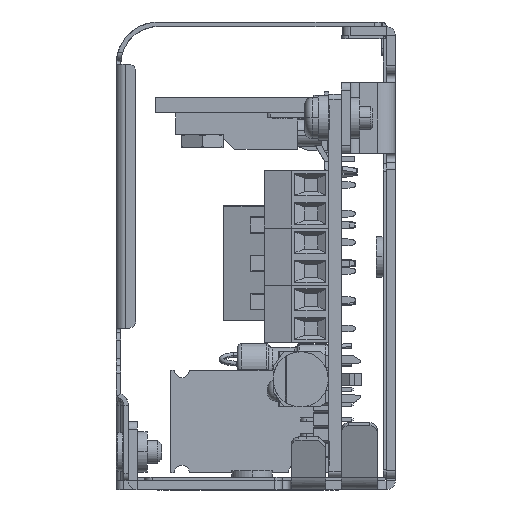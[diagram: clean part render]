
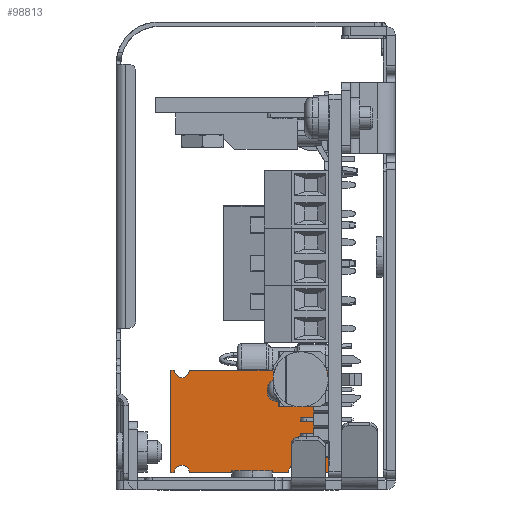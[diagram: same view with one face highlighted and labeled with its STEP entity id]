
A CAD part, left-side view. The second image highlights one B-rep face of the part: STEP entity #98813.
In plain terms, the highlighted planar face has unit normal (-1, 0, 0).
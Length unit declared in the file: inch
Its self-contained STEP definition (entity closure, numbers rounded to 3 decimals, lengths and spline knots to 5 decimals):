
#233 = CARTESIAN_POINT ( 'NONE',  ( -0.97638, 0.7126, 0.30906 ) ) ;
#316 = AXIS2_PLACEMENT_3D ( 'NONE', #233, #107910, #32676 ) ;
#4477 = VERTEX_POINT ( 'NONE', #112873 ) ;
#5427 = ORIENTED_EDGE ( 'NONE', *, *, #41623, .T. ) ;
#5990 = DIRECTION ( 'NONE',  ( 0., 0., -1. ) ) ;
#6290 = VERTEX_POINT ( 'NONE', #62653 ) ;
#7124 = EDGE_CURVE ( 'NONE', #131435, #40099, #103203, .T. ) ;
#10020 = DIRECTION ( 'NONE',  ( 0., -1., 0. ) ) ;
#11126 = VECTOR ( 'NONE', #51456, 39.37008 ) ;
#12399 = CIRCLE ( 'NONE', #38846, 0.03937 ) ;
#12552 = DIRECTION ( 'NONE',  ( 1., 0., 0. ) ) ;
#12722 = LINE ( 'NONE', #44455, #106885 ) ;
#16178 = LINE ( 'NONE', #37570, #79609 ) ;
#17423 = VERTEX_POINT ( 'NONE', #98392 ) ;
#21132 = VERTEX_POINT ( 'NONE', #132045 ) ;
#21472 = CIRCLE ( 'NONE', #58988, 0.03937 ) ;
#25180 = VERTEX_POINT ( 'NONE', #28256 ) ;
#27355 = AXIS2_PLACEMENT_3D ( 'NONE', #45337, #109565, #66757 ) ;
#28256 = CARTESIAN_POINT ( 'NONE',  ( -0.97638, 1.02756, 0.04134 ) ) ;
#29073 = DIRECTION ( 'NONE',  ( 0., 0., 1. ) ) ;
#32676 = DIRECTION ( 'NONE',  ( 0., 0., 1. ) ) ;
#33637 = CARTESIAN_POINT ( 'NONE',  ( -0.97638, 0.43307, 0.04134 ) ) ;
#34085 = ORIENTED_EDGE ( 'NONE', *, *, #68275, .T. ) ;
#34346 = DIRECTION ( 'NONE',  ( 0., 1., 0. ) ) ;
#35202 = VECTOR ( 'NONE', #117898, 39.37008 ) ;
#35861 = CARTESIAN_POINT ( 'NONE',  ( -0.97638, 0.43307, 0.57677 ) ) ;
#37048 = LINE ( 'NONE', #121283, #66341 ) ;
#37565 = VECTOR ( 'NONE', #79710, 39.37008 ) ;
#37570 = CARTESIAN_POINT ( 'NONE',  ( -0.97638, 0.29921, 0.04134 ) ) ;
#38846 = AXIS2_PLACEMENT_3D ( 'NONE', #68130, #55021, #77093 ) ;
#38879 = EDGE_CURVE ( 'NONE', #25180, #131435, #104619, .T. ) ;
#40099 = VERTEX_POINT ( 'NONE', #94252 ) ;
#41623 = EDGE_CURVE ( 'NONE', #21132, #4477, #37048, .T. ) ;
#42001 = VERTEX_POINT ( 'NONE', #78104 ) ;
#44376 = PLANE ( 'NONE',  #316 ) ;
#44455 = CARTESIAN_POINT ( 'NONE',  ( -0.97638, 1.12598, 0.04134 ) ) ;
#45337 = CARTESIAN_POINT ( 'NONE',  ( -0.97638, 1.06693, 0.04134 ) ) ;
#46243 = ORIENTED_EDGE ( 'NONE', *, *, #96989, .T. ) ;
#46510 = DIRECTION ( 'NONE',  ( 0., -1., 0. ) ) ;
#51031 = ORIENTED_EDGE ( 'NONE', *, *, #105516, .T. ) ;
#51456 = DIRECTION ( 'NONE',  ( 0., -1., 0. ) ) ;
#51650 = VECTOR ( 'NONE', #34346, 39.37008 ) ;
#51918 = ORIENTED_EDGE ( 'NONE', *, *, #110921, .T. ) ;
#54691 = DIRECTION ( 'NONE',  ( 0., 1., 0. ) ) ;
#55021 = DIRECTION ( 'NONE',  ( 1., 0., 0. ) ) ;
#55139 = VECTOR ( 'NONE', #73105, 39.37008 ) ;
#55751 = LINE ( 'NONE', #33637, #35202 ) ;
#58009 = EDGE_CURVE ( 'NONE', #58906, #25180, #109005, .T. ) ;
#58906 = VERTEX_POINT ( 'NONE', #104744 ) ;
#58988 = AXIS2_PLACEMENT_3D ( 'NONE', #63203, #135695, #10020 ) ;
#61458 = VERTEX_POINT ( 'NONE', #35861 ) ;
#62653 = CARTESIAN_POINT ( 'NONE',  ( -0.97638, 0.51181, 0.57677 ) ) ;
#62758 = LINE ( 'NONE', #96571, #55139 ) ;
#63203 = CARTESIAN_POINT ( 'NONE',  ( -0.97638, 1.06693, 0.57677 ) ) ;
#63960 = VERTEX_POINT ( 'NONE', #65852 ) ;
#65852 = CARTESIAN_POINT ( 'NONE',  ( -0.97638, 0.29921, 0.57677 ) ) ;
#66341 = VECTOR ( 'NONE', #5990, 39.37008 ) ;
#66757 = DIRECTION ( 'NONE',  ( 0., 1., 0. ) ) ;
#68130 = CARTESIAN_POINT ( 'NONE',  ( -0.97638, 0.47244, 0.57677 ) ) ;
#68275 = EDGE_CURVE ( 'NONE', #63960, #61458, #62758, .T. ) ;
#69425 = EDGE_CURVE ( 'NONE', #17423, #63960, #16178, .T. ) ;
#73105 = DIRECTION ( 'NONE',  ( 0., 1., 0. ) ) ;
#73775 = CARTESIAN_POINT ( 'NONE',  ( -0.97638, 1.1063, 0.57677 ) ) ;
#77093 = DIRECTION ( 'NONE',  ( 0., -1., 0. ) ) ;
#78104 = CARTESIAN_POINT ( 'NONE',  ( -0.97638, 1.02756, 0.57677 ) ) ;
#79296 = ORIENTED_EDGE ( 'NONE', *, *, #109590, .T. ) ;
#79609 = VECTOR ( 'NONE', #29073, 39.37008 ) ;
#79710 = DIRECTION ( 'NONE',  ( 0., 1., 0. ) ) ;
#86154 = LINE ( 'NONE', #73775, #51650 ) ;
#88687 = EDGE_CURVE ( 'NONE', #4477, #58906, #12722, .T. ) ;
#92867 = ORIENTED_EDGE ( 'NONE', *, *, #99439, .T. ) ;
#92904 = CARTESIAN_POINT ( 'NONE',  ( -0.97638, 1.02756, 0.04134 ) ) ;
#94022 = ORIENTED_EDGE ( 'NONE', *, *, #88687, .T. ) ;
#94252 = CARTESIAN_POINT ( 'NONE',  ( -0.97638, 0.43307, 0.04134 ) ) ;
#95852 = ORIENTED_EDGE ( 'NONE', *, *, #58009, .T. ) ;
#96571 = CARTESIAN_POINT ( 'NONE',  ( -0.97638, 0.29921, 0.57677 ) ) ;
#96989 = EDGE_CURVE ( 'NONE', #40099, #17423, #55751, .T. ) ;
#98392 = CARTESIAN_POINT ( 'NONE',  ( -0.97638, 0.29921, 0.04134 ) ) ;
#98813 = ADVANCED_FACE ( 'NONE', ( #105873 ), #44376, .T. ) ;
#99247 = VERTEX_POINT ( 'NONE', #115858 ) ;
#99439 = EDGE_CURVE ( 'NONE', #6290, #42001, #121138, .T. ) ;
#100283 = CARTESIAN_POINT ( 'NONE',  ( -0.97638, 0.51181, 0.04134 ) ) ;
#101714 = EDGE_LOOP ( 'NONE', ( #92867, #51918, #51031, #5427, #94022, #95852, #132405, #103502, #46243, #105578, #34085, #79296 ) ) ;
#103203 = CIRCLE ( 'NONE', #112072, 0.03937 ) ;
#103502 = ORIENTED_EDGE ( 'NONE', *, *, #7124, .T. ) ;
#104619 = LINE ( 'NONE', #92904, #11126 ) ;
#104744 = CARTESIAN_POINT ( 'NONE',  ( -0.97638, 1.1063, 0.04134 ) ) ;
#105516 = EDGE_CURVE ( 'NONE', #99247, #21132, #86154, .T. ) ;
#105578 = ORIENTED_EDGE ( 'NONE', *, *, #69425, .T. ) ;
#105873 = FACE_OUTER_BOUND ( 'NONE', #101714, .T. ) ;
#106885 = VECTOR ( 'NONE', #46510, 39.37008 ) ;
#107910 = DIRECTION ( 'NONE',  ( -1., 0., 0. ) ) ;
#108509 = CARTESIAN_POINT ( 'NONE',  ( -0.97638, 0.47244, 0.04134 ) ) ;
#109005 = CIRCLE ( 'NONE', #27355, 0.03937 ) ;
#109565 = DIRECTION ( 'NONE',  ( 1., 0., 0. ) ) ;
#109590 = EDGE_CURVE ( 'NONE', #61458, #6290, #12399, .T. ) ;
#110921 = EDGE_CURVE ( 'NONE', #42001, #99247, #21472, .T. ) ;
#112072 = AXIS2_PLACEMENT_3D ( 'NONE', #108509, #12552, #54691 ) ;
#112873 = CARTESIAN_POINT ( 'NONE',  ( -0.97638, 1.12598, 0.04134 ) ) ;
#115858 = CARTESIAN_POINT ( 'NONE',  ( -0.97638, 1.1063, 0.57677 ) ) ;
#117898 = DIRECTION ( 'NONE',  ( 0., -1., 0. ) ) ;
#121138 = LINE ( 'NONE', #132171, #37565 ) ;
#121283 = CARTESIAN_POINT ( 'NONE',  ( -0.97638, 1.12598, 0.57677 ) ) ;
#131435 = VERTEX_POINT ( 'NONE', #100283 ) ;
#132045 = CARTESIAN_POINT ( 'NONE',  ( -0.97638, 1.12598, 0.57677 ) ) ;
#132171 = CARTESIAN_POINT ( 'NONE',  ( -0.97638, 0.51181, 0.57677 ) ) ;
#132405 = ORIENTED_EDGE ( 'NONE', *, *, #38879, .T. ) ;
#135695 = DIRECTION ( 'NONE',  ( 1., 0., 0. ) ) ;
